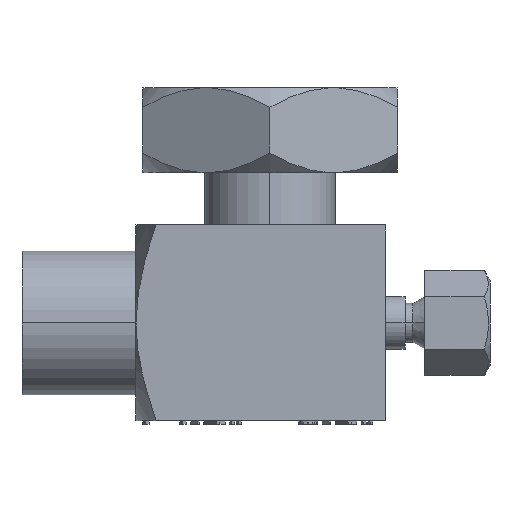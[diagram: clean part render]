
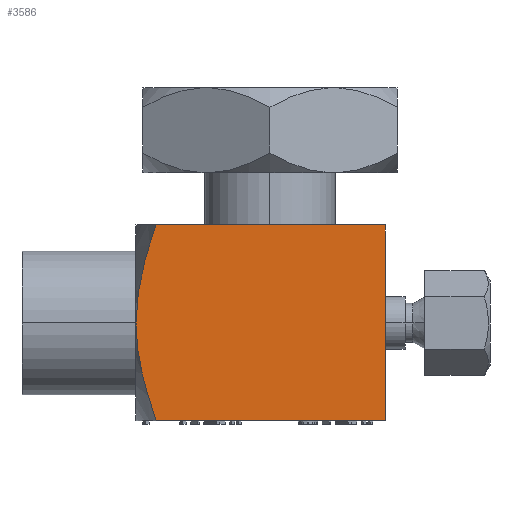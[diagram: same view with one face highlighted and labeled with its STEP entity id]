
A CAD part, front view. The second image highlights one B-rep face of the part: STEP entity #3586.
In plain terms, the highlighted planar face has unit normal (0, -1, 0).
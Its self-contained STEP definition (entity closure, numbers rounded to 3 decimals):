
#14=DIRECTION('',(0.,0.,1.));
#15=VECTOR('',#14,30.);
#16=CARTESIAN_POINT('',(5.,-15.,-15.));
#17=LINE('',#16,#15);
#28=CARTESIAN_POINT('',(-30.093,-15.,15.));
#198=DIRECTION('',(-1.,0.,0.));
#199=VECTOR('',#198,35.093);
#200=CARTESIAN_POINT('',(5.,-15.,-15.));
#201=LINE('',#200,#199);
#694=CARTESIAN_POINT('',(-30.093,-15.,-15.));
#695=CARTESIAN_POINT('',(-30.409,-15.,-14.108));
#696=CARTESIAN_POINT('',(-30.982,-15.,-12.405));
#697=CARTESIAN_POINT('',(-31.663,-15.,-10.138));
#698=CARTESIAN_POINT('',(-32.208,-15.,-8.032));
#699=CARTESIAN_POINT('',(-32.638,-15.,-6.009));
#700=CARTESIAN_POINT('',(-32.956,-15.,-4.013));
#701=CARTESIAN_POINT('',(-33.155,-15.,-2.012));
#702=CARTESIAN_POINT('',(-33.2,-15.,-0.672));
#703=CARTESIAN_POINT('',(-33.2,-15.,0.));
#705=CARTESIAN_POINT('',(-33.2,-15.,0.));
#706=CARTESIAN_POINT('',(-33.2,-15.,0.68));
#707=CARTESIAN_POINT('',(-33.154,-15.,2.035));
#708=CARTESIAN_POINT('',(-32.951,-15.,4.055));
#709=CARTESIAN_POINT('',(-32.628,-15.,6.063));
#710=CARTESIAN_POINT('',(-32.195,-15.,8.089));
#711=CARTESIAN_POINT('',(-31.648,-15.,10.189));
#712=CARTESIAN_POINT('',(-30.973,-15.,12.434));
#713=CARTESIAN_POINT('',(-30.405,-15.,14.119));
#714=CARTESIAN_POINT('',(-30.093,-15.,15.));
#716=DIRECTION('',(-1.,0.,0.));
#717=VECTOR('',#716,35.093);
#718=CARTESIAN_POINT('',(5.,-15.,15.));
#719=LINE('',#718,#717);
#2382=CARTESIAN_POINT('',(5.,-15.,15.));
#2384=VERTEX_POINT('',#2382);
#2388=CARTESIAN_POINT('',(5.,-15.,-15.));
#2389=VERTEX_POINT('',#2388);
#2394=CARTESIAN_POINT('',(-33.2,-15.,0.));
#2395=VERTEX_POINT('',#2394);
#2398=VERTEX_POINT('',#28);
#2400=VERTEX_POINT('',#694);
#3574=CARTESIAN_POINT('',(5.,-15.,15.));
#3575=DIRECTION('',(0.,-1.,0.));
#3576=DIRECTION('',(0.,0.,-1.));
#3577=AXIS2_PLACEMENT_3D('',#3574,#3575,#3576);
#3578=PLANE('',#3577);
#3579=ORIENTED_EDGE('',*,*,#3268,.T.);
#3580=ORIENTED_EDGE('',*,*,#3073,.T.);
#3581=ORIENTED_EDGE('',*,*,#3054,.F.);
#3582=ORIENTED_EDGE('',*,*,#3031,.F.);
#3583=ORIENTED_EDGE('',*,*,#3282,.T.);
#3584=EDGE_LOOP('',(#3579,#3580,#3581,#3582,#3583));
#3585=FACE_OUTER_BOUND('',#3584,.F.);
#3586=ADVANCED_FACE('',(#3585),#3578,.T.);
#704=B_SPLINE_CURVE_WITH_KNOTS('',3,(#694,#695,#696,#697,#698,#699,#700,#701,
#702,#703),.UNSPECIFIED.,.F.,.F.,(4,1,1,1,1,1,1,4),(0.,0.143,
0.286,0.429,0.571,0.714,
0.857,1.),.UNSPECIFIED.);
#715=B_SPLINE_CURVE_WITH_KNOTS('',3,(#705,#706,#707,#708,#709,#710,#711,#712,
#713,#714),.UNSPECIFIED.,.F.,.F.,(4,1,1,1,1,1,1,4),(0.,0.143,
0.286,0.429,0.571,0.714,
0.857,1.),.UNSPECIFIED.);
#3031=EDGE_CURVE('',#2389,#2384,#17,.T.);
#3054=EDGE_CURVE('',#2384,#2398,#719,.T.);
#3073=EDGE_CURVE('',#2395,#2398,#715,.T.);
#3268=EDGE_CURVE('',#2400,#2395,#704,.T.);
#3282=EDGE_CURVE('',#2389,#2400,#201,.T.);
